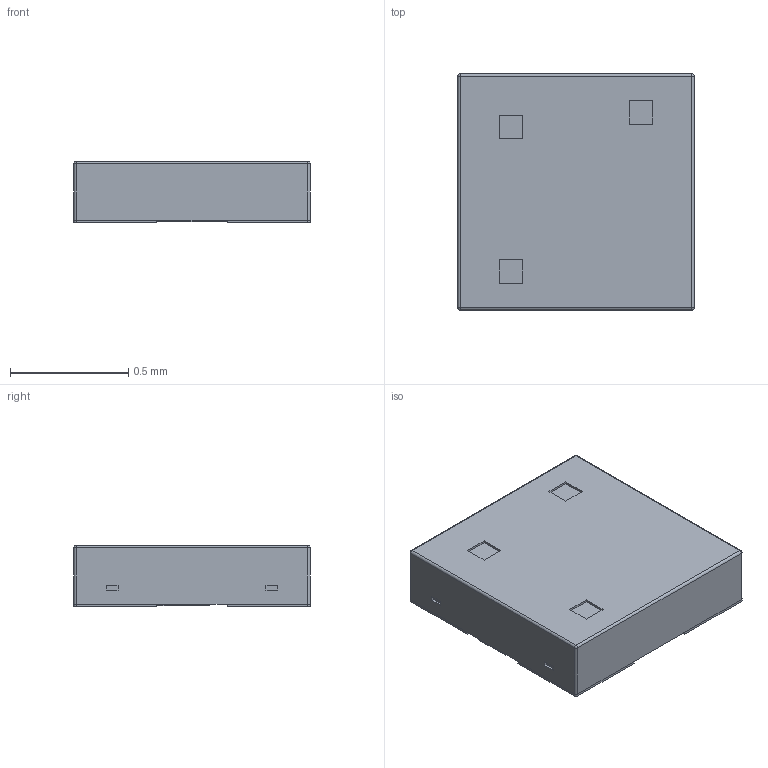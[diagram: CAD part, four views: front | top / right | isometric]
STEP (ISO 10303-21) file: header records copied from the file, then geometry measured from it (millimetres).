
FILE_DESCRIPTION(/* description */ (''),/* implementation_level */ '2;1');
FILE_NAME(/* name */ 'Citizen - CL-505S.step',/* time_stamp */ '2020-02-19T22:09:06+02:00',/* author */ (''),/* organization */ (''),/* preprocessor_version */ 'ST-DEVELOPER v18',/* originating_system */ 'Autodesk Translation Framework v8.12.0.6',/* authorisation */ '');
FILE_SCHEMA (('AUTOMOTIVE_DESIGN { 1 0 10303 214 3 1 1 }'));
Length unit declared in the file: millimetre
Products named in the file (1): Citizen - CL-505S
Bounding box: 1 x 1 x 0.26 mm (x, y, z)
Volume: 0.3 mm3; surface area: 3.1 mm2
Topology: 1 solids, 1 shells, 87 faces, 202 edges, 124 vertices
Faces by surface type: plane 71, cylinder 12, sphere 4
Entity records: 2498 total; most frequent: CARTESIAN_POINT 414, ORIENTED_EDGE 404, DIRECTION 398, EDGE_CURVE 202, LINE 182, VECTOR 182, VERTEX_POINT 124, AXIS2_PLACEMENT_3D 108
